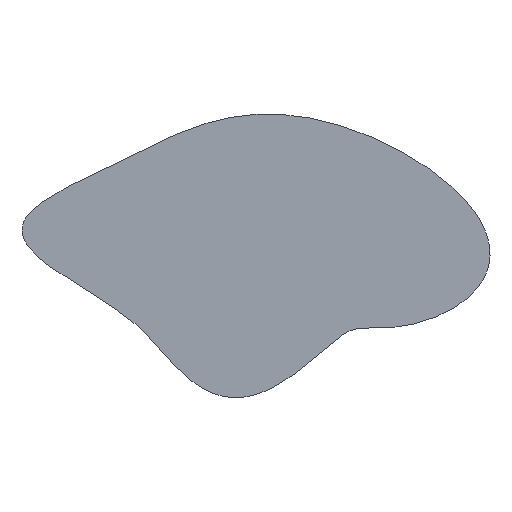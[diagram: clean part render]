
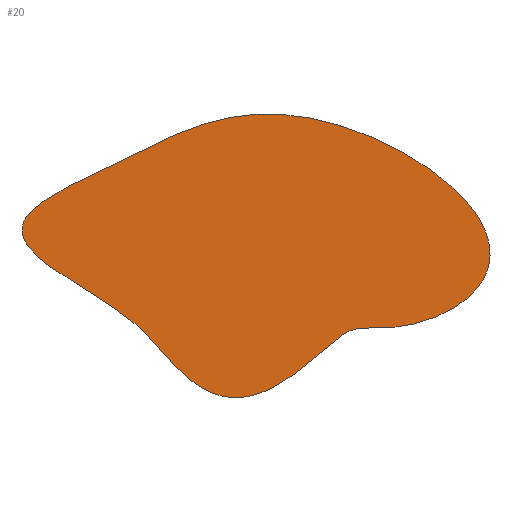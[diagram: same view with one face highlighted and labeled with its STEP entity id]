
A CAD part, top view. The second image highlights one B-rep face of the part: STEP entity #20.
In plain terms, the highlighted planar face has unit normal (0, 0, 1).
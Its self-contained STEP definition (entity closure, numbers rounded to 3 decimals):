
#13=FACE_OUTER_BOUND('',#14,.T.);
#14=EDGE_LOOP('',(#18));
#15=B_SPLINE_CURVE_WITH_KNOTS('',5,(#50,#51,#52,#53,#54,#55,#56,#57,#58,
#59,#60,#61,#62,#63),.UNSPECIFIED.,.T.,.F.,(6,1,1,1,1,1,1,1,1,6),(0.,0.135,
0.205,0.335,0.433,0.567,
0.665,0.795,0.865,1.),.UNSPECIFIED.);
#16=VERTEX_POINT('',#49);
#17=EDGE_CURVE('',#16,#16,#15,.T.);
#18=ORIENTED_EDGE('',*,*,#17,.T.);
#19=PLANE('',#42);
#20=ADVANCED_FACE('',(#13),#19,.T.);
#42=AXIS2_PLACEMENT_3D('',#48,#45,#46);
#45=DIRECTION('center_axis',(0.,0.,1.));
#46=DIRECTION('ref_axis',(1.,0.,0.));
#48=CARTESIAN_POINT('Origin',(-0.212,5.013,0.));
#49=CARTESIAN_POINT('',(0.,0.,0.));
#50=CARTESIAN_POINT('Ctrl Pts',(0.,0.,
0.));
#51=CARTESIAN_POINT('Ctrl Pts',(1.066,0.267,0.));
#52=CARTESIAN_POINT('Ctrl Pts',(2.73,1.368,0.));
#53=CARTESIAN_POINT('Ctrl Pts',(5.026,4.432,0.));
#54=CARTESIAN_POINT('Ctrl Pts',(3.948,1.184,0.));
#55=CARTESIAN_POINT('Ctrl Pts',(17.457,6.221,0.));
#56=CARTESIAN_POINT('Ctrl Pts',(-0.477,16.09,0.));
#57=CARTESIAN_POINT('Ctrl Pts',(-3.444,9.869,0.));
#58=CARTESIAN_POINT('Ctrl Pts',(-15.074,8.142,0.));
#59=CARTESIAN_POINT('Ctrl Pts',(-5.099,3.878,0.));
#60=CARTESIAN_POINT('Ctrl Pts',(-4.507,2.698,0.));
#61=CARTESIAN_POINT('Ctrl Pts',(-2.628,0.027,0.));
#62=CARTESIAN_POINT('Ctrl Pts',(-1.066,-0.267,0.));
#63=CARTESIAN_POINT('Ctrl Pts',(0.,0.,
0.));
